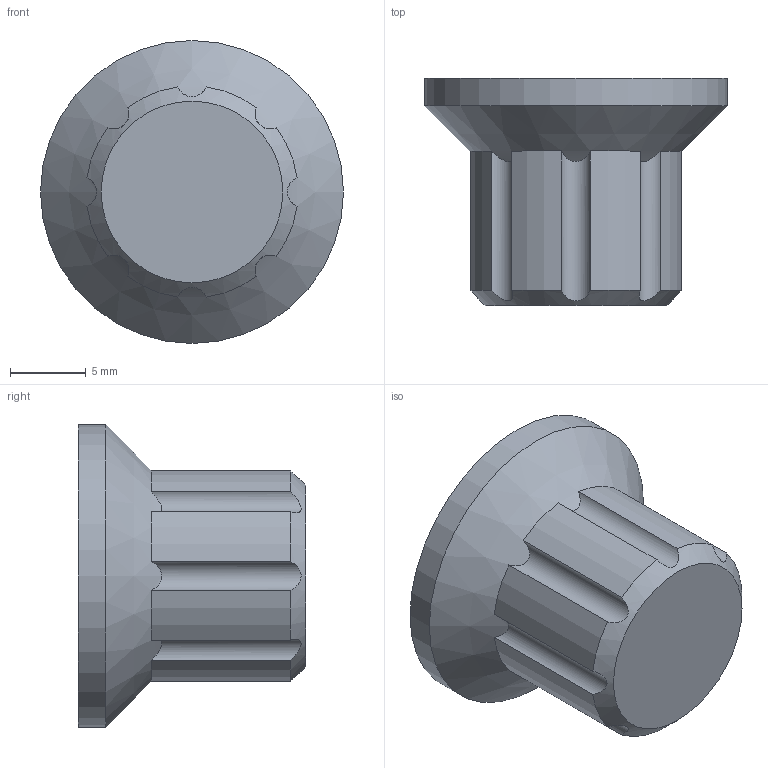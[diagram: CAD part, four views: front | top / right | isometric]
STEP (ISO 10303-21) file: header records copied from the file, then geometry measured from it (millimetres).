
FILE_DESCRIPTION(/* description */ (''),/* implementation_level */ '2;1');
FILE_NAME(/* name */ 'xlcd-knob-R2.step',/* time_stamp */ '2025-08-29T04:59:02-03:00',/* author */ (''),/* organization */ (''),/* preprocessor_version */ 'ST-DEVELOPER v20.1',/* originating_system */ 'Autodesk Translation Framework v14.10.0.0',/* authorisation */ '');
FILE_SCHEMA (('AUTOMOTIVE_DESIGN { 1 0 10303 214 3 1 1 }'));
Length unit declared in the file: millimetre
Products named in the file (1): xlcd-knob-R2
Bounding box: 20 x 15 x 20 mm (x, y, z)
Volume: 2256.7 mm3; surface area: 1834.9 mm2
Topology: 1 solids, 1 shells, 41 faces, 110 edges, 73 vertices
Faces by surface type: cylinder 22, plane 12, cone 7
Full cylindrical faces by diameter (mm): 12 x1, 20 x1
Entity records: 1566 total; most frequent: CARTESIAN_POINT 515, ORIENTED_EDGE 220, DIRECTION 208, EDGE_CURVE 110, AXIS2_PLACEMENT_3D 82, VERTEX_POINT 73, LINE 44, VECTOR 44
